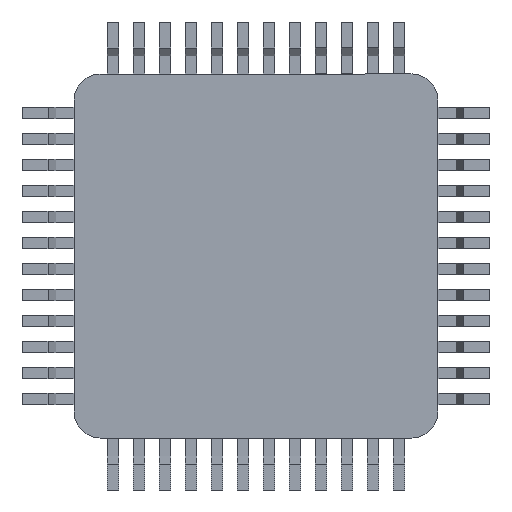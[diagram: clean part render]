
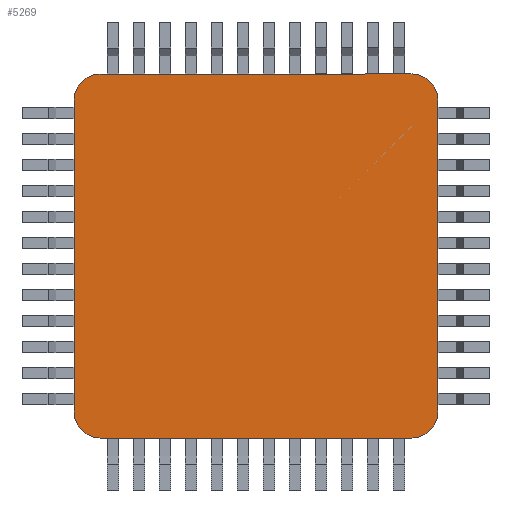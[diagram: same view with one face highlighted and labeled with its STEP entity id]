
A CAD part, front view. The second image highlights one B-rep face of the part: STEP entity #5269.
In plain terms, the highlighted planar face has unit normal (0, -1, 0).
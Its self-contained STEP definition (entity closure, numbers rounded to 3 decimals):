
#5122 = EDGE_CURVE ( 'NONE', #5214, #5162, #6245, .T. ) ;
#5141 = VERTEX_POINT ( 'NONE', #6352 ) ;
#5158 = EDGE_CURVE ( 'NONE', #5141, #5159, #6406, .T. ) ;
#5159 = VERTEX_POINT ( 'NONE', #6411 ) ;
#5161 = VERTEX_POINT ( 'NONE', #6456 ) ;
#5162 = VERTEX_POINT ( 'NONE', #6400 ) ;
#5184 = EDGE_CURVE ( 'NONE', #5270, #5141, #6507, .T. ) ;
#5185 = ORIENTED_EDGE ( 'NONE', *, *, #5158, .F. ) ;
#5188 = EDGE_CURVE ( 'NONE', #5161, #5214, #6495, .T. ) ;
#5195 = EDGE_CURVE ( 'NONE', #5159, #5161, #6541, .T. ) ;
#5214 = VERTEX_POINT ( 'NONE', #6657 ) ;
#5219 = EDGE_LOOP ( 'NONE', ( #5185, #5258, #5267, #5239, #5272, #5260, #5266, #5247 ) ) ;
#5233 = EDGE_CURVE ( 'NONE', #5280, #5270, #6668, .T. ) ;
#5236 = EDGE_CURVE ( 'NONE', #5262, #5280, #6694, .T. ) ;
#5239 = ORIENTED_EDGE ( 'NONE', *, *, #5236, .F. ) ;
#5246 = EDGE_CURVE ( 'NONE', #5162, #5262, #6730, .T. ) ;
#5247 = ORIENTED_EDGE ( 'NONE', *, *, #5195, .F. ) ;
#5258 = ORIENTED_EDGE ( 'NONE', *, *, #5184, .F. ) ;
#5260 = ORIENTED_EDGE ( 'NONE', *, *, #5122, .F. ) ;
#5262 = VERTEX_POINT ( 'NONE', #6827 ) ;
#5266 = ORIENTED_EDGE ( 'NONE', *, *, #5188, .F. ) ;
#5267 = ORIENTED_EDGE ( 'NONE', *, *, #5233, .F. ) ;
#5269 = ADVANCED_FACE ( 'NONE', ( #6825 ), #6828, .T. ) ;
#5270 = VERTEX_POINT ( 'NONE', #6839 ) ;
#5272 = ORIENTED_EDGE ( 'NONE', *, *, #5246, .F. ) ;
#5280 = VERTEX_POINT ( 'NONE', #6833 ) ;
#6244 = CARTESIAN_POINT ( 'NONE',  ( -2.821, 0., 3.297 ) ) ;
#6245 = LINE ( 'NONE', #6244, #6290 ) ;
#6289 = DIRECTION ( 'NONE',  ( 1., 0., 0. ) ) ;
#6290 = VECTOR ( 'NONE', #6289, 1000. ) ;
#6352 = CARTESIAN_POINT ( 'NONE',  ( -2.821, 0., -3.703 ) ) ;
#6399 = CARTESIAN_POINT ( 'NONE',  ( -2.821, 0., -3.203 ) ) ;
#6400 = CARTESIAN_POINT ( 'NONE',  ( 3.179, 0., 3.297 ) ) ;
#6406 = CIRCLE ( 'NONE', #6408, 0.5 ) ;
#6407 = DIRECTION ( 'NONE',  ( 0., 1., 0. ) ) ;
#6408 = AXIS2_PLACEMENT_3D ( 'NONE', #6399, #6407, #6458 ) ;
#6411 = CARTESIAN_POINT ( 'NONE',  ( -3.321, 0., -3.203 ) ) ;
#6456 = CARTESIAN_POINT ( 'NONE',  ( -3.321, 0., 2.797 ) ) ;
#6458 = DIRECTION ( 'NONE',  ( 0., 0., -1. ) ) ;
#6495 = CIRCLE ( 'NONE', #6540, 0.5 ) ;
#6497 = DIRECTION ( 'NONE',  ( -1., 0., 0. ) ) ;
#6498 = VECTOR ( 'NONE', #6497, 1000. ) ;
#6499 = CARTESIAN_POINT ( 'NONE',  ( -2.821, 0., -3.703 ) ) ;
#6500 = CARTESIAN_POINT ( 'NONE',  ( -2.821, 0., 2.797 ) ) ;
#6507 = LINE ( 'NONE', #6499, #6498 ) ;
#6526 = DIRECTION ( 'NONE',  ( 0., 0., 1. ) ) ;
#6527 = VECTOR ( 'NONE', #6526, 1000. ) ;
#6528 = CARTESIAN_POINT ( 'NONE',  ( -3.321, 0., 2.797 ) ) ;
#6538 = DIRECTION ( 'NONE',  ( 0., 0., -1. ) ) ;
#6539 = DIRECTION ( 'NONE',  ( 0., 1., 0. ) ) ;
#6540 = AXIS2_PLACEMENT_3D ( 'NONE', #6500, #6539, #6538 ) ;
#6541 = LINE ( 'NONE', #6528, #6527 ) ;
#6657 = CARTESIAN_POINT ( 'NONE',  ( -2.821, 0., 3.297 ) ) ;
#6668 = CIRCLE ( 'NONE', #6702, 0.5 ) ;
#6694 = LINE ( 'NONE', #6747, #6746 ) ;
#6702 = AXIS2_PLACEMENT_3D ( 'NONE', #6752, #6751, #6750 ) ;
#6716 = CARTESIAN_POINT ( 'NONE',  ( 3.179, 0., 2.797 ) ) ;
#6725 = DIRECTION ( 'NONE',  ( 0., 0., 1. ) ) ;
#6726 = DIRECTION ( 'NONE',  ( 0., 1., 0. ) ) ;
#6730 = CIRCLE ( 'NONE', #6743, 0.5 ) ;
#6743 = AXIS2_PLACEMENT_3D ( 'NONE', #6716, #6726, #6725 ) ;
#6745 = DIRECTION ( 'NONE',  ( 0., 0., -1. ) ) ;
#6746 = VECTOR ( 'NONE', #6745, 1000. ) ;
#6747 = CARTESIAN_POINT ( 'NONE',  ( 3.679, 0., 2.797 ) ) ;
#6750 = DIRECTION ( 'NONE',  ( 0., 0., -1. ) ) ;
#6751 = DIRECTION ( 'NONE',  ( 0., 1., 0. ) ) ;
#6752 = CARTESIAN_POINT ( 'NONE',  ( 3.179, 0., -3.203 ) ) ;
#6825 = FACE_OUTER_BOUND ( 'NONE', #5219, .T. ) ;
#6827 = CARTESIAN_POINT ( 'NONE',  ( 3.679, 0., 2.797 ) ) ;
#6828 = PLANE ( 'NONE',  #6851 ) ;
#6833 = CARTESIAN_POINT ( 'NONE',  ( 3.679, 0., -3.203 ) ) ;
#6836 = DIRECTION ( 'NONE',  ( 0., 0., -1. ) ) ;
#6837 = DIRECTION ( 'NONE',  ( 0., -1., 0. ) ) ;
#6838 = CARTESIAN_POINT ( 'NONE',  ( -2.821, 0., -3.203 ) ) ;
#6839 = CARTESIAN_POINT ( 'NONE',  ( 3.179, 0., -3.703 ) ) ;
#6851 = AXIS2_PLACEMENT_3D ( 'NONE', #6838, #6837, #6836 ) ;
